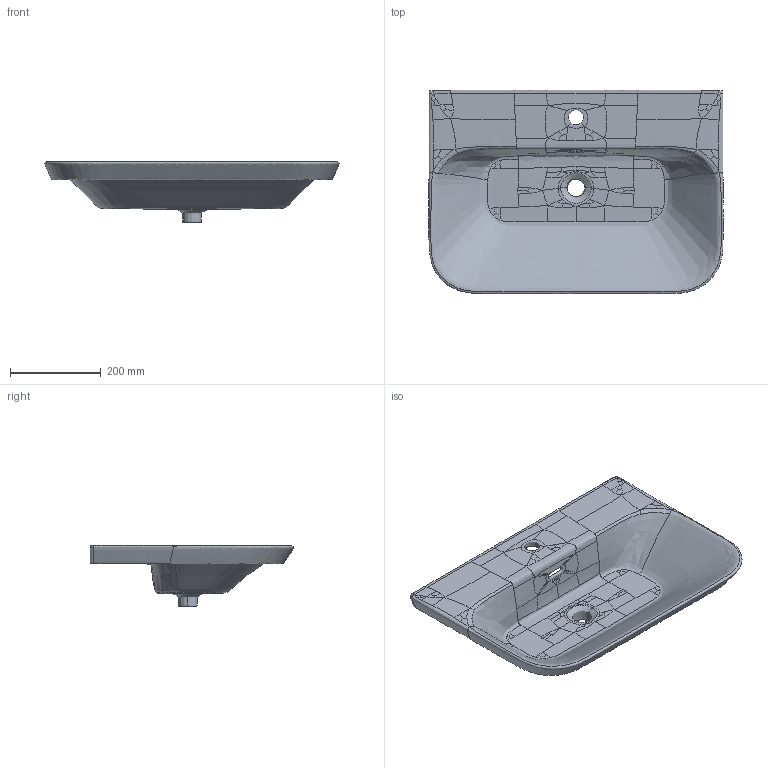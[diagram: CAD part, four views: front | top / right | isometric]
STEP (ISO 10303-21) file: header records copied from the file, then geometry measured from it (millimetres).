
FILE_DESCRIPTION(/* description */ (''),/* implementation_level */ '2;1');
FILE_NAME(/* name */ '4365',/* time_stamp */ '2025-07-11T18:31:05+03:00',/* author */ (''),/* organization */ (''),/* preprocessor_version */ 'ST-DEVELOPER v16.5',/* originating_system */ '',/* authorisation */ '');
FILE_SCHEMA (('AUTOMOTIVE_DESIGN_CC2'));
Length unit declared in the file: millimetre
Products named in the file (1): Document
Bounding box: 648.04 x 448.77 x 135.27 mm (x, y, z)
Surface area: 478091.7 mm2 (no closed solid volume)
Topology: 0 solids, 1 shells, 172 faces, 445 edges, 271 vertices
Faces by surface type: bspline 172
Entity records: 26212 total; most frequent: CARTESIAN_POINT 23455, ORIENTED_EDGE 874, EDGE_CURVE 445, B_SPLINE_CURVE_WITH_KNOTS 445, VERTEX_POINT 271, ADVANCED_FACE 172, FACE_OUTER_BOUND 172, EDGE_LOOP 172
